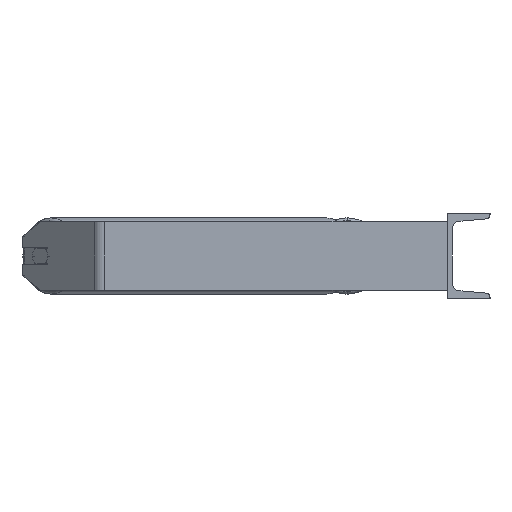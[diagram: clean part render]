
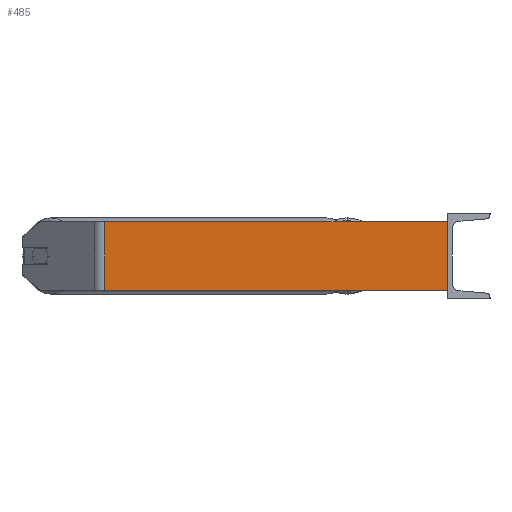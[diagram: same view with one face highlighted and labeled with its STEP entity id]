
A CAD part, left-side view. The second image highlights one B-rep face of the part: STEP entity #485.
In plain terms, the highlighted planar face has unit normal (-1, 0, 0).
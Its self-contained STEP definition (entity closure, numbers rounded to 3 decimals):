
#485 = ADVANCED_FACE ( 'NONE', ( #5658 ), #747, .F. ) ;
#586 = LINE ( 'NONE', #8268, #6342 ) ;
#738 = ORIENTED_EDGE ( 'NONE', *, *, #8221, .T. ) ;
#747 = PLANE ( 'NONE',  #4875 ) ;
#1164 = LINE ( 'NONE', #6653, #7096 ) ;
#1400 = DIRECTION ( 'NONE',  ( 0., -1., 0. ) ) ;
#1403 = ORIENTED_EDGE ( 'NONE', *, *, #2383, .F. ) ;
#1418 = CARTESIAN_POINT ( 'NONE',  ( -685., 0., 40. ) ) ;
#1512 = DIRECTION ( 'NONE',  ( 0., 0., -1. ) ) ;
#2042 = VECTOR ( 'NONE', #1512, 1000. ) ;
#2207 = CARTESIAN_POINT ( 'NONE',  ( -685., 400.151, 40. ) ) ;
#2212 = DIRECTION ( 'NONE',  ( 0., 1., 0. ) ) ;
#2383 = EDGE_CURVE ( 'NONE', #3971, #7930, #6659, .T. ) ;
#2438 = VERTEX_POINT ( 'NONE', #3149 ) ;
#2661 = DIRECTION ( 'NONE',  ( 0., -1., 0. ) ) ;
#3149 = CARTESIAN_POINT ( 'NONE',  ( -685., 400.151, -40. ) ) ;
#3452 = DIRECTION ( 'NONE',  ( 1., 0., 0. ) ) ;
#3971 = VERTEX_POINT ( 'NONE', #1418 ) ;
#4176 = CARTESIAN_POINT ( 'NONE',  ( -685., 406.778, 40. ) ) ;
#4208 = ORIENTED_EDGE ( 'NONE', *, *, #7554, .F. ) ;
#4760 = VERTEX_POINT ( 'NONE', #8081 ) ;
#4875 = AXIS2_PLACEMENT_3D ( 'NONE', #4176, #3452, #2212 ) ;
#5658 = FACE_OUTER_BOUND ( 'NONE', #7899, .T. ) ;
#6342 = VECTOR ( 'NONE', #1400, 1000. ) ;
#6653 = CARTESIAN_POINT ( 'NONE',  ( -685., 406.778, -40. ) ) ;
#6659 = LINE ( 'NONE', #8742, #6798 ) ;
#6798 = VECTOR ( 'NONE', #8593, 1000. ) ;
#7096 = VECTOR ( 'NONE', #2661, 1000. ) ;
#7449 = CARTESIAN_POINT ( 'NONE',  ( -685., 0., -40. ) ) ;
#7554 = EDGE_CURVE ( 'NONE', #4760, #3971, #586, .T. ) ;
#7863 = LINE ( 'NONE', #2207, #2042 ) ;
#7899 = EDGE_LOOP ( 'NONE', ( #738, #1403, #4208, #8710 ) ) ;
#7930 = VERTEX_POINT ( 'NONE', #7449 ) ;
#8081 = CARTESIAN_POINT ( 'NONE',  ( -685., 400.151, 40. ) ) ;
#8221 = EDGE_CURVE ( 'NONE', #2438, #7930, #1164, .T. ) ;
#8268 = CARTESIAN_POINT ( 'NONE',  ( -685., 406.778, 40. ) ) ;
#8580 = EDGE_CURVE ( 'NONE', #4760, #2438, #7863, .T. ) ;
#8593 = DIRECTION ( 'NONE',  ( 0., 0., -1. ) ) ;
#8710 = ORIENTED_EDGE ( 'NONE', *, *, #8580, .T. ) ;
#8742 = CARTESIAN_POINT ( 'NONE',  ( -685., 0., 40. ) ) ;
